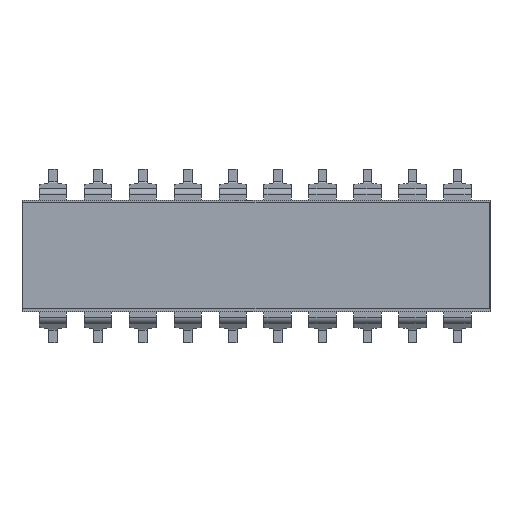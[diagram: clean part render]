
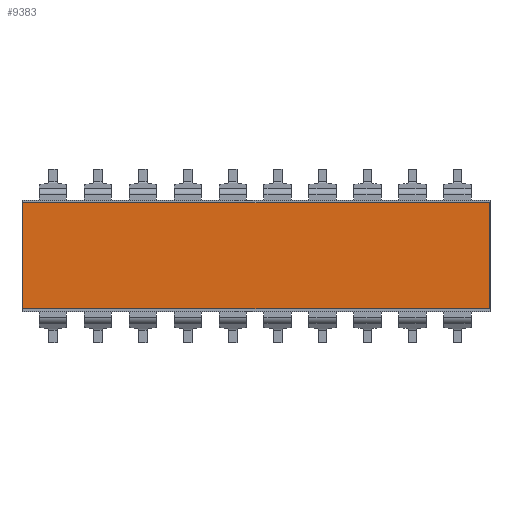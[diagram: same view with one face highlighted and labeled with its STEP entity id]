
A CAD part, top view. The second image highlights one B-rep face of the part: STEP entity #9383.
In plain terms, the highlighted planar face has unit normal (0, 0, 1).
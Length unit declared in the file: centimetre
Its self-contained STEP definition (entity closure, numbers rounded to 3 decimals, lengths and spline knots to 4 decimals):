
#773=FACE_OUTER_BOUND('',#1287,.T.);
#1287=EDGE_LOOP('',(#8442,#8443,#8444,#8445));
#2454=LINE('',#15234,#3624);
#2455=LINE('',#15236,#3625);
#2456=LINE('',#15238,#3626);
#2457=LINE('',#15239,#3627);
#3624=VECTOR('',#12558,1.);
#3625=VECTOR('',#12559,1.);
#3626=VECTOR('',#12560,1.);
#3627=VECTOR('',#12561,1.);
#4468=VERTEX_POINT('',#15232);
#4469=VERTEX_POINT('',#15233);
#4470=VERTEX_POINT('',#15235);
#4471=VERTEX_POINT('',#15237);
#5794=EDGE_CURVE('',#4468,#4469,#2454,.T.);
#5795=EDGE_CURVE('',#4469,#4470,#2455,.T.);
#5796=EDGE_CURVE('',#4470,#4471,#2456,.T.);
#5797=EDGE_CURVE('',#4471,#4468,#2457,.T.);
#8442=ORIENTED_EDGE('',*,*,#5794,.T.);
#8443=ORIENTED_EDGE('',*,*,#5795,.T.);
#8444=ORIENTED_EDGE('',*,*,#5796,.T.);
#8445=ORIENTED_EDGE('',*,*,#5797,.T.);
#8880=PLANE('',#10071);
#9383=ADVANCED_FACE('',(#773),#8880,.F.);
#10071=AXIS2_PLACEMENT_3D('',#15231,#12556,#12557);
#12556=DIRECTION('center_axis',(0.,0.,-1.));
#12557=DIRECTION('ref_axis',(1.,0.,0.));
#12558=DIRECTION('',(1.,0.,0.));
#12559=DIRECTION('',(0.,1.,0.));
#12560=DIRECTION('',(-1.,0.,0.));
#12561=DIRECTION('',(0.,-1.,0.));
#15231=CARTESIAN_POINT('Origin',(0.,0.,
0.313));
#15232=CARTESIAN_POINT('',(-1.318,-0.3,0.313));
#15233=CARTESIAN_POINT('',(1.318,-0.3,0.313));
#15234=CARTESIAN_POINT('',(-1.318,-0.3,0.313));
#15235=CARTESIAN_POINT('',(1.318,0.3,0.313));
#15236=CARTESIAN_POINT('',(1.318,-0.3,0.313));
#15237=CARTESIAN_POINT('',(-1.318,0.3,0.313));
#15238=CARTESIAN_POINT('',(1.318,0.3,0.313));
#15239=CARTESIAN_POINT('',(-1.318,0.3,0.313));
